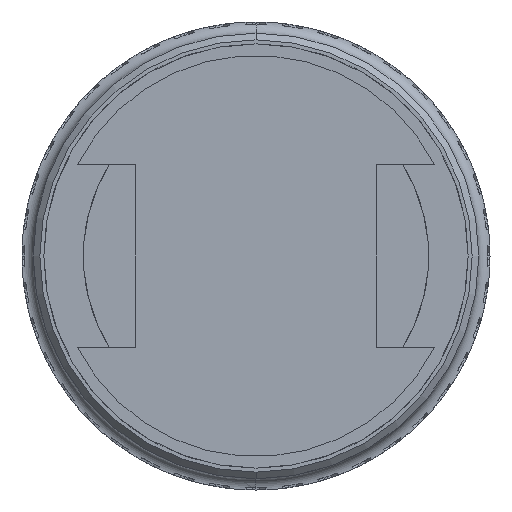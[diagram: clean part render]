
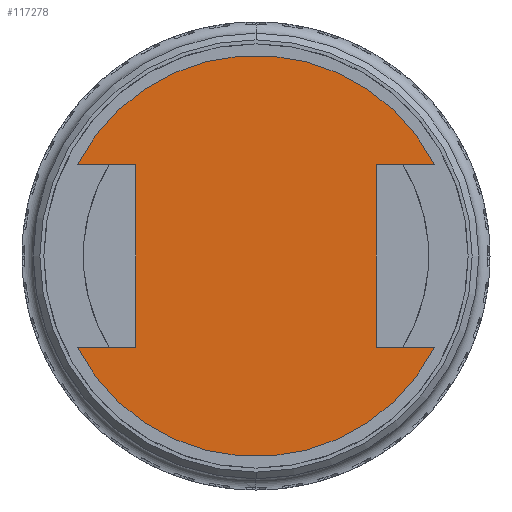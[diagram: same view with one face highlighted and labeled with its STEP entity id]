
A CAD part, front view. The second image highlights one B-rep face of the part: STEP entity #117278.
In plain terms, the highlighted planar face has unit normal (0, -1, 0).
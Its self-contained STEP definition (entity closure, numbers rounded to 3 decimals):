
#30839=DIRECTION('',(1.,0.,0.));
#30840=VECTOR('',#30839,2.612);
#30841=CARTESIAN_POINT('',(-8.012,-23.65,4.1));
#30842=LINE('',#30841,#30840);
#30851=DIRECTION('',(0.,0.,1.));
#30852=VECTOR('',#30851,8.2);
#30853=CARTESIAN_POINT('',(-5.4,-23.65,-4.1));
#30854=LINE('',#30853,#30852);
#30855=DIRECTION('',(0.,0.,-1.));
#30856=VECTOR('',#30855,8.2);
#30857=CARTESIAN_POINT('',(5.4,-23.65,4.1));
#30858=LINE('',#30857,#30856);
#30867=DIRECTION('',(-1.,0.,0.));
#30868=VECTOR('',#30867,2.612);
#30869=CARTESIAN_POINT('',(-5.4,-23.65,-4.1));
#30870=LINE('',#30869,#30868);
#30876=CARTESIAN_POINT('',(0.,-23.65,0.));
#30877=DIRECTION('',(0.,-1.,0.));
#30878=DIRECTION('',(0.89,0.,0.456));
#30879=AXIS2_PLACEMENT_3D('',#30876,#30877,#30878);
#30881=CARTESIAN_POINT('',(0.,-23.65,0.));
#30882=DIRECTION('',(0.,-1.,0.));
#30883=DIRECTION('',(-0.89,0.,-0.456));
#30884=AXIS2_PLACEMENT_3D('',#30881,#30882,#30883);
#30934=DIRECTION('',(1.,0.,0.));
#30935=VECTOR('',#30934,2.612);
#30936=CARTESIAN_POINT('',(5.4,-23.65,4.1));
#30937=LINE('',#30936,#30935);
#30942=DIRECTION('',(-1.,0.,0.));
#30943=VECTOR('',#30942,2.612);
#30944=CARTESIAN_POINT('',(8.012,-23.65,-4.1));
#30945=LINE('',#30944,#30943);
#36447=CARTESIAN_POINT('',(-5.4,-23.65,-4.1));
#36448=CARTESIAN_POINT('',(-5.4,-23.65,4.1));
#36449=VERTEX_POINT('',#36447);
#36450=VERTEX_POINT('',#36448);
#36451=CARTESIAN_POINT('',(5.4,-23.65,4.1));
#36452=CARTESIAN_POINT('',(5.4,-23.65,-4.1));
#36453=VERTEX_POINT('',#36451);
#36454=VERTEX_POINT('',#36452);
#36471=CARTESIAN_POINT('',(-8.012,-23.65,4.1));
#36472=VERTEX_POINT('',#36471);
#36473=CARTESIAN_POINT('',(-8.012,-23.65,-4.1));
#36474=VERTEX_POINT('',#36473);
#36475=CARTESIAN_POINT('',(8.012,-23.65,-4.1));
#36476=VERTEX_POINT('',#36475);
#36477=CARTESIAN_POINT('',(8.012,-23.65,4.1));
#36478=VERTEX_POINT('',#36477);
#117256=CARTESIAN_POINT('',(0.,-23.65,0.));
#117257=DIRECTION('',(0.,1.,0.));
#117258=DIRECTION('',(0.,0.,-1.));
#117259=AXIS2_PLACEMENT_3D('',#117256,#117257,#117258);
#117260=PLANE('',#117259);
#117262=ORIENTED_EDGE('',*,*,#117261,.T.);
#117263=ORIENTED_EDGE('',*,*,#117244,.F.);
#117265=ORIENTED_EDGE('',*,*,#117264,.F.);
#117267=ORIENTED_EDGE('',*,*,#117266,.F.);
#117269=ORIENTED_EDGE('',*,*,#117268,.T.);
#117271=ORIENTED_EDGE('',*,*,#117270,.F.);
#117273=ORIENTED_EDGE('',*,*,#117272,.F.);
#117275=ORIENTED_EDGE('',*,*,#117274,.F.);
#117276=EDGE_LOOP('',(#117262,#117263,#117265,#117267,#117269,#117271,#117273,
#117275));
#117277=FACE_OUTER_BOUND('',#117276,.F.);
#30880=CIRCLE('',#30879,9.);
#30885=CIRCLE('',#30884,9.);
#117244=EDGE_CURVE('',#36472,#36450,#30842,.T.);
#117261=EDGE_CURVE('',#36449,#36450,#30854,.T.);
#117264=EDGE_CURVE('',#36478,#36472,#30880,.T.);
#117266=EDGE_CURVE('',#36453,#36478,#30937,.T.);
#117268=EDGE_CURVE('',#36453,#36454,#30858,.T.);
#117270=EDGE_CURVE('',#36476,#36454,#30945,.T.);
#117272=EDGE_CURVE('',#36474,#36476,#30885,.T.);
#117274=EDGE_CURVE('',#36449,#36474,#30870,.T.);
#117278=ADVANCED_FACE('',(#117277),#117260,.F.);
